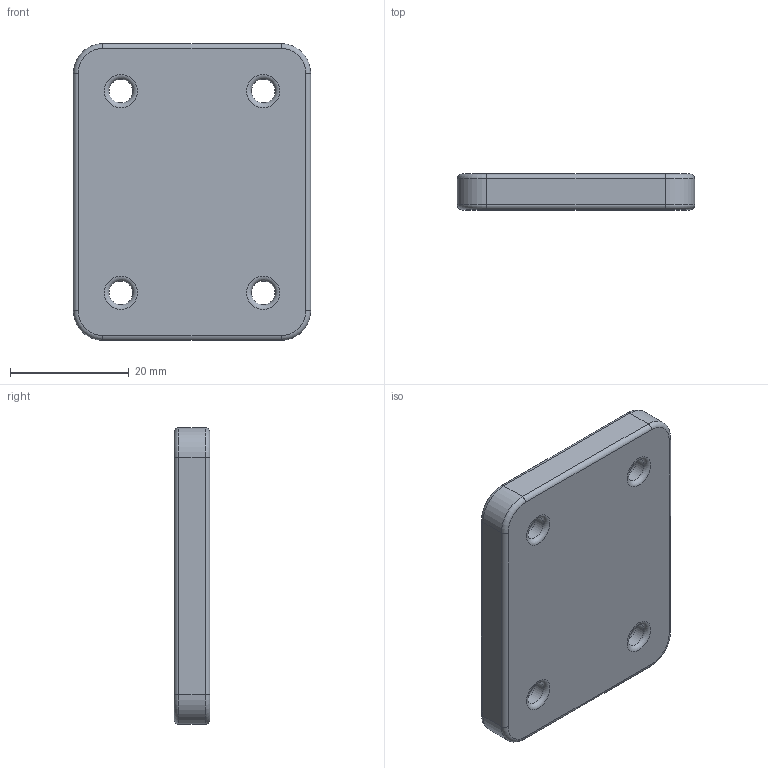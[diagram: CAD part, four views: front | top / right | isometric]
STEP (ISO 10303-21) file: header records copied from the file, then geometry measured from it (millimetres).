
FILE_DESCRIPTION(/* description */ (''),/* implementation_level */ '2;1');
FILE_NAME(/* name */ 'Regalplatte_Badezimmer_v1.step',/* time_stamp */ '2025-03-29T14:11:48+01:00',/* author */ (''),/* organization */ (''),/* preprocessor_version */ 'ST-DEVELOPER v20.1',/* originating_system */ 'Autodesk Translation Framework v14.4.0.0',/* authorisation */ '');
FILE_SCHEMA (('AUTOMOTIVE_DESIGN { 1 0 10303 214 3 1 1 }'));
Length unit declared in the file: millimetre
Products named in the file (1): Regalplatte_Badezimmer
Bounding box: 40 x 6 x 50 mm (x, y, z)
Volume: 11173.6 mm3; surface area: 5005.1 mm2
Topology: 1 solids, 1 shells, 46 faces, 116 edges, 72 vertices
Faces by surface type: torus 20, cylinder 16, plane 6, cone 4
Full cylindrical faces by diameter (mm): 4 x4
Entity records: 1465 total; most frequent: DIRECTION 294, CARTESIAN_POINT 235, ORIENTED_EDGE 232, AXIS2_PLACEMENT_3D 131, EDGE_CURVE 116, CIRCLE 84, VERTEX_POINT 72, EDGE_LOOP 54
